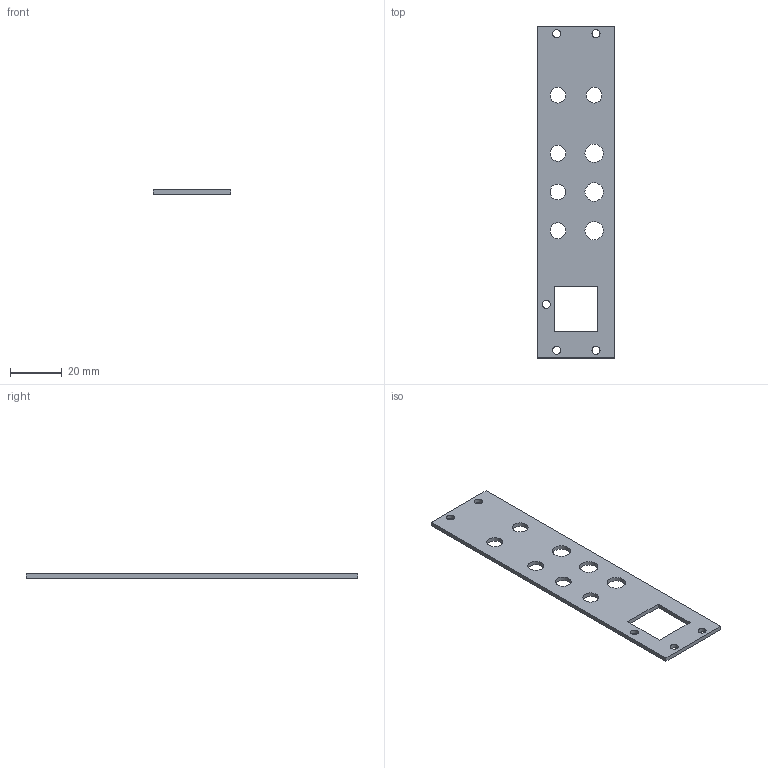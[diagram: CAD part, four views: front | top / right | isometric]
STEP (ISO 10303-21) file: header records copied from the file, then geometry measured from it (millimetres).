
FILE_DESCRIPTION(('KiCad electronic assembly'),'2;1');
FILE_NAME('laser_controller_fp.step','2024-09-27T13:07:46',('Pcbnew'),( 'Kicad'),'Open CASCADE STEP processor 7.7','KiCad to STEP converter' ,'Unknown');
FILE_SCHEMA(('AUTOMOTIVE_DESIGN { 1 0 10303 214 1 1 1 1 }'));
Length unit declared in the file: millimetre
Products named in the file (2): laser_controller_fp 1; laser_controller_fp PCB
Assembly tree (1 placements, depth 2):
  laser_controller_fp 1
    laser_controller_fp PCB
Bounding box: 30 x 128.5 x 1.6 mm (x, y, z)
Volume: 5216.7 mm3; surface area: 7475.7 mm2
Topology: 1 solids, 1 shells, 23 faces, 63 edges, 42 vertices
Faces by surface type: cylinder 13, plane 10
Full cylindrical faces by diameter (mm): 3.1 x5, 6.1 x5, 7.1 x3
Entity records: 1745 total; most frequent: CARTESIAN_POINT 412, DIRECTION 239, LINE 137, VECTOR 137, ORIENTED_EDGE 126, PCURVE 126, DEFINITIONAL_REPRESENTATION 126, EDGE_CURVE 63
